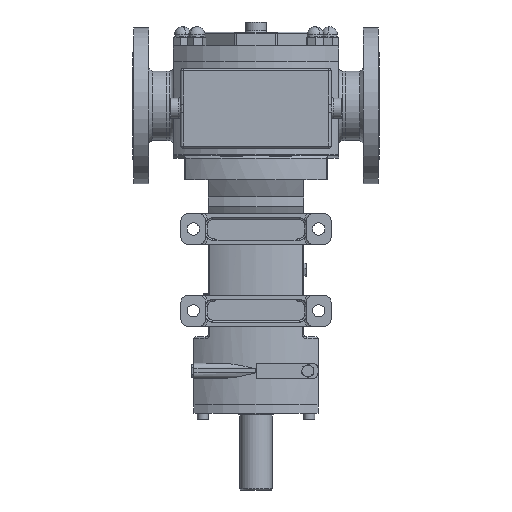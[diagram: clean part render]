
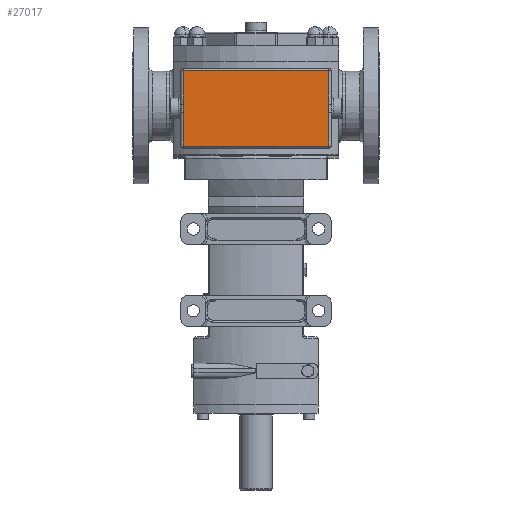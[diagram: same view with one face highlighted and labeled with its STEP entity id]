
A CAD part, front view. The second image highlights one B-rep face of the part: STEP entity #27017.
In plain terms, the highlighted face is planar.
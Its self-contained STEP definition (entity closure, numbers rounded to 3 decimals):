
#80 = DIRECTION ( 'NONE',  ( 0., 0., 1. ) ) ;
#219 = ORIENTED_EDGE ( 'NONE', *, *, #5395, .T. ) ;
#773 = PLANE ( 'NONE',  #7486 ) ;
#1022 = CARTESIAN_POINT ( 'NONE',  ( -107., 176., -52.584 ) ) ;
#1157 = DIRECTION ( 'NONE',  ( 0., 1., 0. ) ) ;
#1910 = CARTESIAN_POINT ( 'NONE',  ( 107.025, 176., -54.556 ) ) ;
#2046 = ORIENTED_EDGE ( 'NONE', *, *, #30522, .T. ) ;
#2601 = VERTEX_POINT ( 'NONE', #1022 ) ;
#2623 = EDGE_CURVE ( 'NONE', #3316, #21485, #24338, .T. ) ;
#3316 = VERTEX_POINT ( 'NONE', #30289 ) ;
#3349 = B_SPLINE_CURVE_WITH_KNOTS ( 'NONE', 3,
 ( #25736, #34480, #8299, #33921, #37328, #5470, #11313, #28600, #31256, #8112 ),
 .UNSPECIFIED., .F., .F.,
 ( 4, 2, 2, 2, 4 ),
 ( 0., 0.003, 0.006, 0.009, 0.012 ),
 .UNSPECIFIED. ) ;
#3947 = CARTESIAN_POINT ( 'NONE',  ( 107., 176., -3. ) ) ;
#4555 = CARTESIAN_POINT ( 'NONE',  ( 107.025, 176., -62.444 ) ) ;
#4813 = ORIENTED_EDGE ( 'NONE', *, *, #2623, .T. ) ;
#4885 = VECTOR ( 'NONE', #6895, 1000. ) ;
#4917 = VECTOR ( 'NONE', #11300, 1000. ) ;
#5298 = CARTESIAN_POINT ( 'NONE',  ( 107., 176., -117. ) ) ;
#5317 = DIRECTION ( 'NONE',  ( -1., 0., 0. ) ) ;
#5381 = VECTOR ( 'NONE', #35238, 1000. ) ;
#5395 = EDGE_CURVE ( 'NONE', #21598, #27516, #19161, .T. ) ;
#5470 = CARTESIAN_POINT ( 'NONE',  ( -107.084, 176., -57.514 ) ) ;
#5639 = CARTESIAN_POINT ( 'NONE',  ( -110., 176., -3. ) ) ;
#6272 = CARTESIAN_POINT ( 'NONE',  ( -110., 176., -117. ) ) ;
#6895 = DIRECTION ( 'NONE',  ( 0., 0., -1. ) ) ;
#7486 = AXIS2_PLACEMENT_3D ( 'NONE', #6272, #1157, #26370 ) ;
#8112 = CARTESIAN_POINT ( 'NONE',  ( -107., 176., -52.584 ) ) ;
#8299 = CARTESIAN_POINT ( 'NONE',  ( -107.025, 176., -62.444 ) ) ;
#10247 = CARTESIAN_POINT ( 'NONE',  ( 107.084, 176., -59.486 ) ) ;
#10759 = ORIENTED_EDGE ( 'NONE', *, *, #13350, .T. ) ;
#11016 = VERTEX_POINT ( 'NONE', #32305 ) ;
#11300 = DIRECTION ( 'NONE',  ( 0., 0., 1. ) ) ;
#11313 = CARTESIAN_POINT ( 'NONE',  ( -107.068, 176., -56.528 ) ) ;
#12949 = CARTESIAN_POINT ( 'NONE',  ( 107., 176., -117. ) ) ;
#13350 = EDGE_CURVE ( 'NONE', #33587, #3316, #21285, .T. ) ;
#15962 = CARTESIAN_POINT ( 'NONE',  ( 107., 176., -64.416 ) ) ;
#16037 = VERTEX_POINT ( 'NONE', #17975 ) ;
#17030 = CARTESIAN_POINT ( 'NONE',  ( -107., 176., -117. ) ) ;
#17975 = CARTESIAN_POINT ( 'NONE',  ( -107., 176., -114. ) ) ;
#18393 = ORIENTED_EDGE ( 'NONE', *, *, #20432, .T. ) ;
#18804 = CARTESIAN_POINT ( 'NONE',  ( 107.068, 176., -56.528 ) ) ;
#19161 = LINE ( 'NONE', #5639, #5381 ) ;
#20429 = ORIENTED_EDGE ( 'NONE', *, *, #34394, .T. ) ;
#20432 = EDGE_CURVE ( 'NONE', #27516, #33587, #25007, .T. ) ;
#20828 = EDGE_LOOP ( 'NONE', ( #2046, #23106, #20429, #24832, #219, #18393, #10759, #4813 ) ) ;
#20882 = FACE_OUTER_BOUND ( 'NONE', #20828, .T. ) ;
#21285 = B_SPLINE_CURVE_WITH_KNOTS ( 'NONE', 3,
 ( #25222, #36825, #1910, #18804, #33965, #10247, #33578, #4555, #36064, #15962 ),
 .UNSPECIFIED., .F., .F.,
 ( 4, 2, 2, 2, 4 ),
 ( 0., 0.003, 0.006, 0.009, 0.012 ),
 .UNSPECIFIED. ) ;
#21485 = VERTEX_POINT ( 'NONE', #26526 ) ;
#21598 = VERTEX_POINT ( 'NONE', #32036 ) ;
#21952 = EDGE_CURVE ( 'NONE', #16037, #11016, #25918, .T. ) ;
#23106 = ORIENTED_EDGE ( 'NONE', *, *, #21952, .T. ) ;
#24338 = LINE ( 'NONE', #12949, #4885 ) ;
#24822 = VECTOR ( 'NONE', #36598, 1000. ) ;
#24832 = ORIENTED_EDGE ( 'NONE', *, *, #32111, .T. ) ;
#25007 = LINE ( 'NONE', #5298, #24822 ) ;
#25222 = CARTESIAN_POINT ( 'NONE',  ( 107., 176., -52.584 ) ) ;
#25736 = CARTESIAN_POINT ( 'NONE',  ( -107., 176., -64.416 ) ) ;
#25918 = LINE ( 'NONE', #17030, #4917 ) ;
#26370 = DIRECTION ( 'NONE',  ( 0., 0., 1. ) ) ;
#26526 = CARTESIAN_POINT ( 'NONE',  ( 107., 176., -114. ) ) ;
#27017 = ADVANCED_FACE ( 'NONE', ( #20882 ), #773, .T. ) ;
#27461 = VECTOR ( 'NONE', #5317, 1000. ) ;
#27516 = VERTEX_POINT ( 'NONE', #3947 ) ;
#28600 = CARTESIAN_POINT ( 'NONE',  ( -107.025, 176., -54.556 ) ) ;
#28637 = LINE ( 'NONE', #32045, #27461 ) ;
#28734 = LINE ( 'NONE', #31208, #30875 ) ;
#30289 = CARTESIAN_POINT ( 'NONE',  ( 107., 176., -64.416 ) ) ;
#30522 = EDGE_CURVE ( 'NONE', #21485, #16037, #28637, .T. ) ;
#30875 = VECTOR ( 'NONE', #80, 1000. ) ;
#31208 = CARTESIAN_POINT ( 'NONE',  ( -107., 176., -117. ) ) ;
#31256 = CARTESIAN_POINT ( 'NONE',  ( -107., 176., -53.57 ) ) ;
#32036 = CARTESIAN_POINT ( 'NONE',  ( -107., 176., -3. ) ) ;
#32045 = CARTESIAN_POINT ( 'NONE',  ( -110., 176., -114. ) ) ;
#32111 = EDGE_CURVE ( 'NONE', #2601, #21598, #28734, .T. ) ;
#32305 = CARTESIAN_POINT ( 'NONE',  ( -107., 176., -64.416 ) ) ;
#33578 = CARTESIAN_POINT ( 'NONE',  ( 107.068, 176., -60.472 ) ) ;
#33587 = VERTEX_POINT ( 'NONE', #33724 ) ;
#33724 = CARTESIAN_POINT ( 'NONE',  ( 107., 176., -52.584 ) ) ;
#33921 = CARTESIAN_POINT ( 'NONE',  ( -107.068, 176., -60.472 ) ) ;
#33965 = CARTESIAN_POINT ( 'NONE',  ( 107.084, 176., -57.514 ) ) ;
#34394 = EDGE_CURVE ( 'NONE', #11016, #2601, #3349, .T. ) ;
#34480 = CARTESIAN_POINT ( 'NONE',  ( -107., 176., -63.43 ) ) ;
#35238 = DIRECTION ( 'NONE',  ( 1., 0., 0. ) ) ;
#36064 = CARTESIAN_POINT ( 'NONE',  ( 107., 176., -63.43 ) ) ;
#36598 = DIRECTION ( 'NONE',  ( 0., 0., -1. ) ) ;
#36825 = CARTESIAN_POINT ( 'NONE',  ( 107., 176., -53.57 ) ) ;
#37328 = CARTESIAN_POINT ( 'NONE',  ( -107.084, 176., -59.486 ) ) ;
